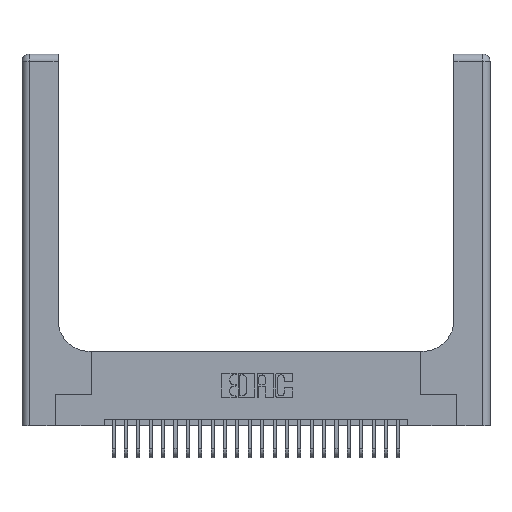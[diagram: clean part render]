
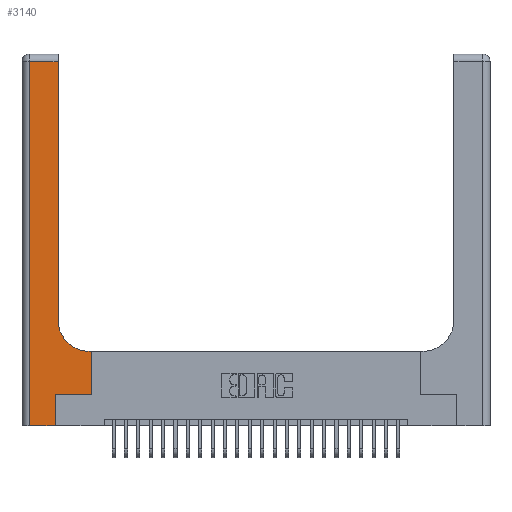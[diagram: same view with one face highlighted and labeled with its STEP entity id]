
A CAD part, top view. The second image highlights one B-rep face of the part: STEP entity #3140.
In plain terms, the highlighted planar face has unit normal (0, 0, 1).
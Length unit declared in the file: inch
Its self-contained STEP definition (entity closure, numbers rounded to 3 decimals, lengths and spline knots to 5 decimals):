
#513 = DIRECTION ( 'NONE',  ( 0., -1., 0. ) ) ;
#993 = VECTOR ( 'NONE', #19421, 39.37008 ) ;
#1405 = CARTESIAN_POINT ( 'NONE',  ( 0.06, 0., 0.37 ) ) ;
#1526 = EDGE_CURVE ( 'NONE', #7438, #24110, #10372, .T. ) ;
#1770 = CARTESIAN_POINT ( 'NONE',  ( 0.269, 0.25, 0.37 ) ) ;
#1790 = CARTESIAN_POINT ( 'NONE',  ( 0.2915, 0.85, 0.37 ) ) ;
#2039 = EDGE_CURVE ( 'NONE', #16329, #10426, #19655, .T. ) ;
#2174 = PLANE ( 'NONE',  #2777 ) ;
#2446 = DIRECTION ( 'NONE',  ( 0., 0., -1. ) ) ;
#2505 = CARTESIAN_POINT ( 'NONE',  ( 0.5585, 0.25, 0.37 ) ) ;
#2777 = AXIS2_PLACEMENT_3D ( 'NONE', #6093, #16072, #4191 ) ;
#3057 = VERTEX_POINT ( 'NONE', #15821 ) ;
#3140 = ADVANCED_FACE ( 'NONE', ( #6850 ), #2174, .F. ) ;
#3520 = DIRECTION ( 'NONE',  ( 0., 1., 0. ) ) ;
#3598 = ORIENTED_EDGE ( 'NONE', *, *, #13883, .T. ) ;
#3820 = VECTOR ( 'NONE', #24273, 39.37008 ) ;
#4191 = DIRECTION ( 'NONE',  ( -1., 0., 0. ) ) ;
#4337 = EDGE_CURVE ( 'NONE', #10426, #7602, #11777, .T. ) ;
#4433 = VERTEX_POINT ( 'NONE', #1770 ) ;
#5165 = VECTOR ( 'NONE', #14576, 39.37008 ) ;
#5190 = CARTESIAN_POINT ( 'NONE',  ( 0.06, 2.94, 0.37 ) ) ;
#5425 = CARTESIAN_POINT ( 'NONE',  ( 0.2915, 3., 0.37 ) ) ;
#6093 = CARTESIAN_POINT ( 'NONE',  ( 0., 3., 0.37 ) ) ;
#6306 = CARTESIAN_POINT ( 'NONE',  ( 0.269, 0., 0.37 ) ) ;
#6850 = FACE_OUTER_BOUND ( 'NONE', #23590, .T. ) ;
#7246 = CARTESIAN_POINT ( 'NONE',  ( 0., 0., 0.37 ) ) ;
#7431 = DIRECTION ( 'NONE',  ( -1., 0., 0. ) ) ;
#7438 = VERTEX_POINT ( 'NONE', #5190 ) ;
#7602 = VERTEX_POINT ( 'NONE', #11603 ) ;
#9241 = DIRECTION ( 'NONE',  ( 1., 0., 0. ) ) ;
#9792 = LINE ( 'NONE', #6306, #14439 ) ;
#10372 = LINE ( 'NONE', #24296, #25588 ) ;
#10426 = VERTEX_POINT ( 'NONE', #19843 ) ;
#10532 = VECTOR ( 'NONE', #7431, 39.37008 ) ;
#11303 = CARTESIAN_POINT ( 'NONE',  ( 0.2915, 2.94, 0.37 ) ) ;
#11586 = LINE ( 'NONE', #17414, #993 ) ;
#11603 = CARTESIAN_POINT ( 'NONE',  ( 0.5415, 0.6, 0.37 ) ) ;
#11777 = LINE ( 'NONE', #25322, #10532 ) ;
#13435 = EDGE_CURVE ( 'NONE', #4433, #16329, #15097, .T. ) ;
#13682 = LINE ( 'NONE', #7246, #23597 ) ;
#13883 = EDGE_CURVE ( 'NONE', #3057, #4433, #9792, .T. ) ;
#14067 = ORIENTED_EDGE ( 'NONE', *, *, #17389, .T. ) ;
#14130 = ORIENTED_EDGE ( 'NONE', *, *, #20388, .T. ) ;
#14342 = CARTESIAN_POINT ( 'NONE',  ( 0.5415, 0.85, 0.37 ) ) ;
#14439 = VECTOR ( 'NONE', #22207, 39.37008 ) ;
#14576 = DIRECTION ( 'NONE',  ( 1., 0., 0. ) ) ;
#15097 = LINE ( 'NONE', #16480, #5165 ) ;
#15177 = EDGE_CURVE ( 'NONE', #24798, #7438, #11586, .T. ) ;
#15207 = CARTESIAN_POINT ( 'NONE',  ( 0.5585, 0.25, 0.37 ) ) ;
#15296 = ORIENTED_EDGE ( 'NONE', *, *, #2039, .T. ) ;
#15821 = CARTESIAN_POINT ( 'NONE',  ( 0.269, 0., 0.37 ) ) ;
#16072 = DIRECTION ( 'NONE',  ( 0., 0., -1. ) ) ;
#16329 = VERTEX_POINT ( 'NONE', #15207 ) ;
#16343 = VECTOR ( 'NONE', #3520, 39.37008 ) ;
#16345 = DIRECTION ( 'NONE',  ( 1., 0., 0. ) ) ;
#16480 = CARTESIAN_POINT ( 'NONE',  ( 0.269, 0.25, 0.37 ) ) ;
#16949 = LINE ( 'NONE', #5425, #16343 ) ;
#17389 = EDGE_CURVE ( 'NONE', #24110, #3057, #13682, .T. ) ;
#17414 = CARTESIAN_POINT ( 'NONE',  ( 0., 2.94, 0.37 ) ) ;
#19421 = DIRECTION ( 'NONE',  ( -1., 0., 0. ) ) ;
#19539 = VERTEX_POINT ( 'NONE', #1790 ) ;
#19655 = LINE ( 'NONE', #2505, #3820 ) ;
#19843 = CARTESIAN_POINT ( 'NONE',  ( 0.5585, 0.6, 0.37 ) ) ;
#19917 = CIRCLE ( 'NONE', #24640, 0.25 ) ;
#20388 = EDGE_CURVE ( 'NONE', #7602, #19539, #19917, .T. ) ;
#20900 = ORIENTED_EDGE ( 'NONE', *, *, #13435, .T. ) ;
#22207 = DIRECTION ( 'NONE',  ( 0., 1., 0. ) ) ;
#22236 = ORIENTED_EDGE ( 'NONE', *, *, #1526, .T. ) ;
#22704 = ORIENTED_EDGE ( 'NONE', *, *, #15177, .T. ) ;
#23390 = ORIENTED_EDGE ( 'NONE', *, *, #24124, .T. ) ;
#23590 = EDGE_LOOP ( 'NONE', ( #23390, #22704, #22236, #14067, #3598, #20900, #15296, #25763, #14130 ) ) ;
#23597 = VECTOR ( 'NONE', #9241, 39.37008 ) ;
#24110 = VERTEX_POINT ( 'NONE', #1405 ) ;
#24124 = EDGE_CURVE ( 'NONE', #19539, #24798, #16949, .T. ) ;
#24273 = DIRECTION ( 'NONE',  ( 0., 1., 0. ) ) ;
#24296 = CARTESIAN_POINT ( 'NONE',  ( 0.06, 3., 0.37 ) ) ;
#24640 = AXIS2_PLACEMENT_3D ( 'NONE', #14342, #2446, #16345 ) ;
#24798 = VERTEX_POINT ( 'NONE', #11303 ) ;
#25322 = CARTESIAN_POINT ( 'NONE',  ( 0.2915, 0.6, 0.37 ) ) ;
#25588 = VECTOR ( 'NONE', #513, 39.37008 ) ;
#25763 = ORIENTED_EDGE ( 'NONE', *, *, #4337, .T. ) ;
